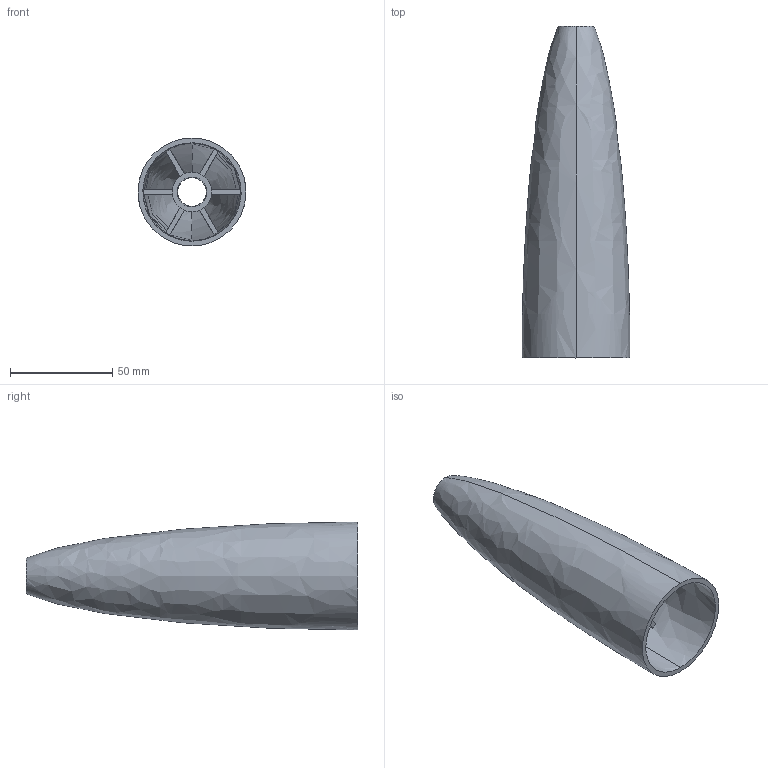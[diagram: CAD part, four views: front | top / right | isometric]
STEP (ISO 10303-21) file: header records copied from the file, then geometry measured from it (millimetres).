
FILE_DESCRIPTION(/* description */ (''),/* implementation_level */ '2;1');
FILE_NAME(/* name */ 'SLOPE_~1',/* time_stamp */ '2022-06-05T19:32:52+02:00',/* author */ (''),/* organization */ (''),/* preprocessor_version */ 'ST-DEVELOPER v16.5',/* originating_system */ '',/* authorisation */ '');
FILE_SCHEMA (('AUTOMOTIVE_DESIGN'));
Length unit declared in the file: millimetre
Products named in the file (1): Document
Bounding box: 52.76 x 162.21 x 52.76 mm (x, y, z)
Volume: 78866.6 mm3; surface area: 66942.6 mm2
Topology: 1 solids, 1 shells, 33 faces, 78 edges, 48 vertices
Faces by surface type: plane 21, bspline 12
Entity records: 1255 total; most frequent: CARTESIAN_POINT 735, ORIENTED_EDGE 156, EDGE_CURVE 78, VERTEX_POINT 48, EDGE_LOOP 36, B_SPLINE_CURVE_WITH_KNOTS 36, ADVANCED_FACE 33, FACE_OUTER_BOUND 33
